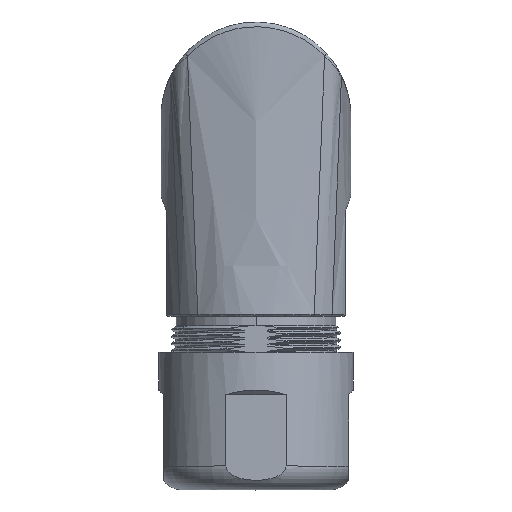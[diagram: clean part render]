
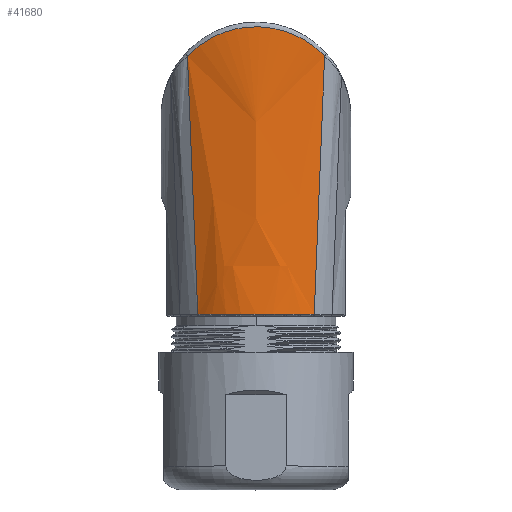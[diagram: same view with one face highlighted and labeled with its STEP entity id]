
A CAD part, top view. The second image highlights one B-rep face of the part: STEP entity #41680.
In plain terms, the highlighted free-form (B-spline) face has degree [3, 3] with [7, 4] control points.
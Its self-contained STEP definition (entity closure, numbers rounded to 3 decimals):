
#8858=CARTESIAN_POINT('',(-7.228,6.419,9.231));
#8878=CARTESIAN_POINT('',(-7.228,6.419,9.231));
#8879=CARTESIAN_POINT('',(-6.317,7.369,9.593));
#8880=CARTESIAN_POINT('',(-4.089,8.923,10.218));
#8881=CARTESIAN_POINT('',(0.,9.777,
10.563));
#8882=CARTESIAN_POINT('',(4.088,8.923,10.218));
#8883=CARTESIAN_POINT('',(6.317,7.37,9.593));
#8884=CARTESIAN_POINT('',(7.228,6.42,9.231));
#8886=CARTESIAN_POINT('',(6.137,-20.813,7.91));
#8887=CARTESIAN_POINT('',(5.702,-20.811,8.246));
#8888=CARTESIAN_POINT('',(4.776,-20.808,8.846));
#8889=CARTESIAN_POINT('',(3.259,-20.805,9.507));
#8890=CARTESIAN_POINT('',(1.653,-20.803,9.912));
#8891=CARTESIAN_POINT('',(0.553,-20.803,
10.003));
#8892=CARTESIAN_POINT('',(0.002,-20.803,
10.003));
#8894=CARTESIAN_POINT('',(0.002,-20.803,
10.003));
#8895=CARTESIAN_POINT('',(-0.548,-20.803,
10.003));
#8896=CARTESIAN_POINT('',(-1.65,-20.803,
9.912));
#8897=CARTESIAN_POINT('',(-3.257,-20.805,
9.508));
#8898=CARTESIAN_POINT('',(-4.775,-20.808,
8.847));
#8899=CARTESIAN_POINT('',(-5.702,-20.811,
8.246));
#8900=CARTESIAN_POINT('',(-6.137,-20.813,
7.91));
#8902=DIRECTION('',(-0.04,0.998,0.048));
#8903=VECTOR('',#8902,27.286);
#8904=CARTESIAN_POINT('',(-6.137,-20.813,
7.91));
#8905=LINE('',#8904,#8903);
#8952=DIRECTION('',(0.04,0.998,0.048));
#8953=VECTOR('',#8952,27.287);
#8954=CARTESIAN_POINT('',(6.137,-20.813,7.91));
#8955=LINE('',#8954,#8953);
#25593=VERTEX_POINT('',#8858);
#25594=CARTESIAN_POINT('',(-6.137,-20.813,
7.91));
#25595=VERTEX_POINT('',#25594);
#25597=VERTEX_POINT('',#8884);
#25598=CARTESIAN_POINT('',(6.137,-20.813,
7.91));
#25599=VERTEX_POINT('',#25598);
#25600=VERTEX_POINT('',#8894);
#41640=CARTESIAN_POINT('',(6.318,-21.419,
7.715));
#41641=CARTESIAN_POINT('',(6.766,-10.913,
8.251));
#41642=CARTESIAN_POINT('',(7.214,-0.407,
8.788));
#41643=CARTESIAN_POINT('',(7.661,10.099,9.324));
#41644=CARTESIAN_POINT('',(6.251,-21.419,
7.771));
#41645=CARTESIAN_POINT('',(6.689,-10.913,
8.298));
#41646=CARTESIAN_POINT('',(7.128,-0.407,
8.826));
#41647=CARTESIAN_POINT('',(7.566,10.099,9.353));
#41648=CARTESIAN_POINT('',(4.473,-21.419,
9.206));
#41649=CARTESIAN_POINT('',(4.676,-10.913,
9.5));
#41650=CARTESIAN_POINT('',(4.879,-0.407,
9.795));
#41651=CARTESIAN_POINT('',(5.082,10.099,10.089));
#41652=CARTESIAN_POINT('',(0.,-21.419,
10.751));
#41653=CARTESIAN_POINT('',(0.,-10.913,
10.771));
#41654=CARTESIAN_POINT('',(0.,-0.407,
10.791));
#41655=CARTESIAN_POINT('',(0.,10.099,
10.811));
#41656=CARTESIAN_POINT('',(-4.473,-21.419,
9.206));
#41657=CARTESIAN_POINT('',(-4.676,-10.913,
9.5));
#41658=CARTESIAN_POINT('',(-4.879,-0.407,
9.795));
#41659=CARTESIAN_POINT('',(-5.082,10.099,
10.089));
#41660=CARTESIAN_POINT('',(-6.251,-21.419,
7.771));
#41661=CARTESIAN_POINT('',(-6.689,-10.913,
8.298));
#41662=CARTESIAN_POINT('',(-7.128,-0.407,
8.826));
#41663=CARTESIAN_POINT('',(-7.566,10.099,
9.353));
#41664=CARTESIAN_POINT('',(-6.318,-21.419,
7.715));
#41665=CARTESIAN_POINT('',(-6.766,-10.913,
8.251));
#41666=CARTESIAN_POINT('',(-7.214,-0.407,
8.788));
#41667=CARTESIAN_POINT('',(-7.661,10.099,
9.324));
#41668=B_SPLINE_SURFACE_WITH_KNOTS('',3,3,((#41640,#41641,#41642,#41643),
(#41644,#41645,#41646,#41647),(#41648,#41649,#41650,#41651),(#41652,#41653,
#41654,#41655),(#41656,#41657,#41658,#41659),(#41660,#41661,#41662,#41663),(
#41664,#41665,#41666,#41667)),.UNSPECIFIED.,.F.,.F.,.F.,(4,1,1,1,4),(4,4),(
-0.02,0.,0.5,1.,1.02),(0.,
1.),.UNSPECIFIED.);
#41670=ORIENTED_EDGE('',*,*,#41669,.T.);
#41672=ORIENTED_EDGE('',*,*,#41671,.F.);
#41674=ORIENTED_EDGE('',*,*,#41673,.T.);
#41676=ORIENTED_EDGE('',*,*,#41675,.T.);
#41677=ORIENTED_EDGE('',*,*,#41630,.T.);
#41678=EDGE_LOOP('',(#41670,#41672,#41674,#41676,#41677));
#41679=FACE_OUTER_BOUND('',#41678,.F.);
#41680=ADVANCED_FACE('',(#41679),#41668,.F.);
#8885=B_SPLINE_CURVE_WITH_KNOTS('',3,(#8878,#8879,#8880,#8881,#8882,#8883,
#8884),.UNSPECIFIED.,.F.,.F.,(4,1,1,1,4),(0.,0.25,0.5,0.75,1.),
.UNSPECIFIED.);
#8893=B_SPLINE_CURVE_WITH_KNOTS('',3,(#8886,#8887,#8888,#8889,#8890,#8891,
#8892),.UNSPECIFIED.,.F.,.F.,(4,1,1,1,4),(0.,0.25,0.5,0.75,1.),
.UNSPECIFIED.);
#8901=B_SPLINE_CURVE_WITH_KNOTS('',3,(#8894,#8895,#8896,#8897,#8898,#8899,
#8900),.UNSPECIFIED.,.F.,.F.,(4,1,1,1,4),(0.,0.25,0.5,0.75,1.),
.UNSPECIFIED.);
#41630=EDGE_CURVE('',#25595,#25593,#8905,.T.);
#41669=EDGE_CURVE('',#25593,#25597,#8885,.T.);
#41671=EDGE_CURVE('',#25599,#25597,#8955,.T.);
#41673=EDGE_CURVE('',#25599,#25600,#8893,.T.);
#41675=EDGE_CURVE('',#25600,#25595,#8901,.T.);
